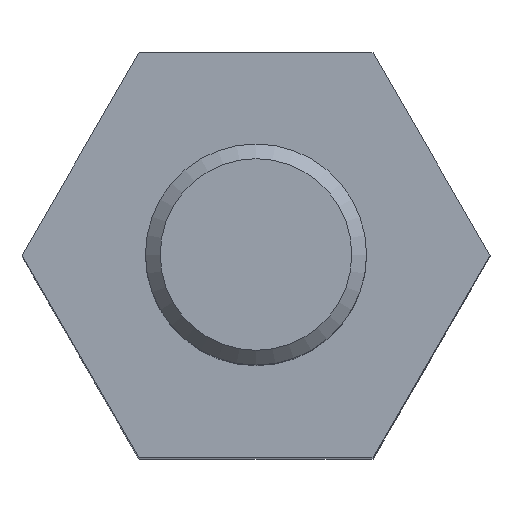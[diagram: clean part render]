
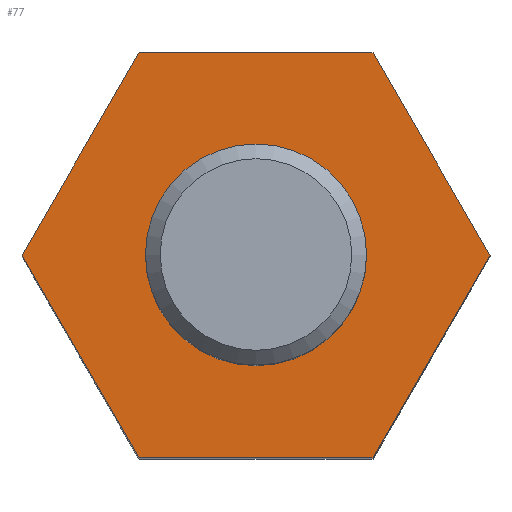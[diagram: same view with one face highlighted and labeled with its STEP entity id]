
A CAD part, top view. The second image highlights one B-rep face of the part: STEP entity #77.
In plain terms, the highlighted planar face has unit normal (0, 0, 1).
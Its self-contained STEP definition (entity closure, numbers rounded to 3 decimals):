
#77 = ADVANCED_FACE( '', ( #161, #162 ), #163, .T. );
#161 = FACE_BOUND( '', #255, .T. );
#162 = FACE_OUTER_BOUND( '', #256, .T. );
#163 = PLANE( '', #257 );
#255 = EDGE_LOOP( '', ( #401 ) );
#256 = EDGE_LOOP( '', ( #402, #403, #404, #405, #406, #407 ) );
#257 = AXIS2_PLACEMENT_3D( '', #408, #409, #410 );
#401 = ORIENTED_EDGE( '', *, *, #481, .T. );
#402 = ORIENTED_EDGE( '', *, *, #508, .T. );
#403 = ORIENTED_EDGE( '', *, *, #529, .T. );
#404 = ORIENTED_EDGE( '', *, *, #486, .T. );
#405 = ORIENTED_EDGE( '', *, *, #523, .T. );
#406 = ORIENTED_EDGE( '', *, *, #492, .T. );
#407 = ORIENTED_EDGE( '', *, *, #511, .T. );
#408 = CARTESIAN_POINT( '', ( 0., 0., 11. ) );
#409 = DIRECTION( '', ( 0., 0., 1. ) );
#410 = DIRECTION( '', ( 1., 0., 0. ) );
#481 = EDGE_CURVE( '', #548, #548, #549, .F. );
#486 = EDGE_CURVE( '', #558, #556, #559, .T. );
#492 = EDGE_CURVE( '', #569, #567, #570, .T. );
#508 = EDGE_CURVE( '', #595, #593, #596, .T. );
#511 = EDGE_CURVE( '', #567, #595, #599, .T. );
#523 = EDGE_CURVE( '', #556, #569, #612, .T. );
#529 = EDGE_CURVE( '', #593, #558, #620, .T. );
#548 = VERTEX_POINT( '', #643 );
#549 = CIRCLE( '', #644, 1.267 );
#556 = VERTEX_POINT( '', #658 );
#558 = VERTEX_POINT( '', #661 );
#559 = LINE( '', #662, #663 );
#567 = VERTEX_POINT( '', #684 );
#569 = VERTEX_POINT( '', #687 );
#570 = LINE( '', #688, #689 );
#593 = VERTEX_POINT( '', #744 );
#595 = VERTEX_POINT( '', #747 );
#596 = LINE( '', #748, #749 );
#599 = LINE( '', #753, #754 );
#612 = LINE( '', #793, #794 );
#620 = LINE( '', #802, #803 );
#643 = CARTESIAN_POINT( '', ( 1.267, 0., 11. ) );
#644 = AXIS2_PLACEMENT_3D( '', #825, #826, #827 );
#658 = CARTESIAN_POINT( '', ( -1.588, -2.75, 11. ) );
#661 = CARTESIAN_POINT( '', ( -3.175, 0., 11. ) );
#662 = CARTESIAN_POINT( '', ( -3.175, 0., 11. ) );
#663 = VECTOR( '', #832, 1000. );
#684 = CARTESIAN_POINT( '', ( 3.175, 0., 11. ) );
#687 = CARTESIAN_POINT( '', ( 1.588, -2.75, 11. ) );
#688 = CARTESIAN_POINT( '', ( 1.588, -2.75, 11. ) );
#689 = VECTOR( '', #835, 1000. );
#744 = CARTESIAN_POINT( '', ( -1.588, 2.75, 11. ) );
#747 = CARTESIAN_POINT( '', ( 1.588, 2.75, 11. ) );
#748 = CARTESIAN_POINT( '', ( 1.588, 2.75, 11. ) );
#749 = VECTOR( '', #850, 1000. );
#753 = CARTESIAN_POINT( '', ( 3.175, 0., 11. ) );
#754 = VECTOR( '', #852, 1000. );
#793 = CARTESIAN_POINT( '', ( -1.588, -2.75, 11. ) );
#794 = VECTOR( '', #862, 1000. );
#802 = CARTESIAN_POINT( '', ( -1.588, 2.75, 11. ) );
#803 = VECTOR( '', #869, 1000. );
#825 = CARTESIAN_POINT( '', ( 0., 0., 11. ) );
#826 = DIRECTION( '', ( 0., 0., 1. ) );
#827 = DIRECTION( '', ( 1., 0., 0. ) );
#832 = DIRECTION( '', ( 0.5, -0.866, 0. ) );
#835 = DIRECTION( '', ( 0.5, 0.866, 0. ) );
#850 = DIRECTION( '', ( -1., 0., 0. ) );
#852 = DIRECTION( '', ( -0.5, 0.866, 0. ) );
#862 = DIRECTION( '', ( 1., 0., 0. ) );
#869 = DIRECTION( '', ( -0.5, -0.866, 0. ) );
